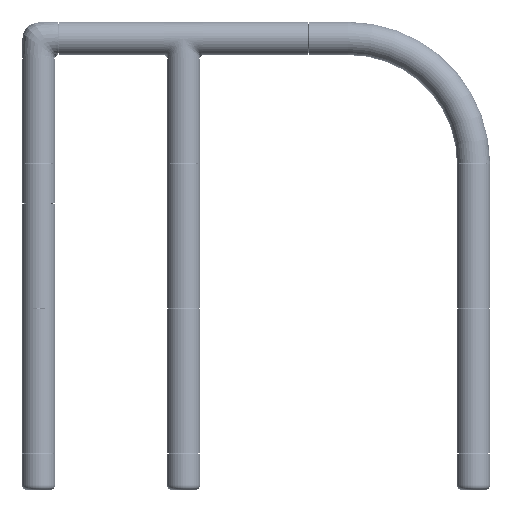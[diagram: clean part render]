
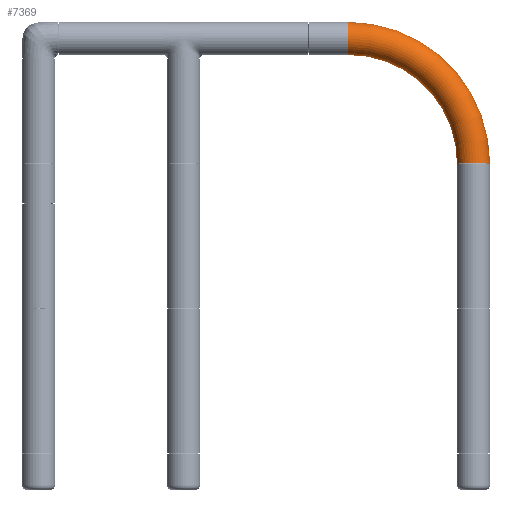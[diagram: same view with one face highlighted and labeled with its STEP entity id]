
A CAD part, top view. The second image highlights one B-rep face of the part: STEP entity #7369.
In plain terms, the highlighted toroidal (fillet/blend) face has major radius 94.8 mm and minor radius 12.5 mm.
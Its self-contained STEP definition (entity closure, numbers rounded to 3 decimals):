
#5460=TOROIDAL_SURFACE('',#73199,94.8,12.5);
#7369=ADVANCED_FACE('',(#12991),#5460,.T.);
#12991=FACE_OUTER_BOUND('',#16720,.T.);
#16720=EDGE_LOOP('',(#28756,#28757,#28758,#28759));
#21287=CIRCLE('',#73193,12.5);
#21288=CIRCLE('',#73195,12.5);
#21289=CIRCLE('',#73197,82.3);
#21290=CIRCLE('',#73198,107.3);
#28756=ORIENTED_EDGE('',*,*,#53752,.F.);
#28757=ORIENTED_EDGE('',*,*,#53754,.T.);
#28758=ORIENTED_EDGE('',*,*,#53750,.T.);
#28759=ORIENTED_EDGE('',*,*,#53755,.T.);
#46086=VERTEX_POINT('',#117663);
#46087=VERTEX_POINT('',#117665);
#46088=VERTEX_POINT('',#117669);
#46089=VERTEX_POINT('',#117671);
#53750=EDGE_CURVE('',#46086,#46087,#21287,.T.);
#53752=EDGE_CURVE('',#46088,#46089,#21288,.T.);
#53754=EDGE_CURVE('',#46088,#46086,#21289,.T.);
#53755=EDGE_CURVE('',#46087,#46089,#21290,.T.);
#73193=AXIS2_PLACEMENT_3D('',#117666,#84245,#84246);
#73195=AXIS2_PLACEMENT_3D('',#117670,#84250,#84251);
#73197=AXIS2_PLACEMENT_3D('',#117674,#84255,#84256);
#73198=AXIS2_PLACEMENT_3D('',#117675,#84257,#84258);
#73199=AXIS2_PLACEMENT_3D('',#117676,#84259,#84260);
#84245=DIRECTION('',(0.,1.,0.));
#84246=DIRECTION('',(-1.,0.,0.));
#84250=DIRECTION('',(-1.,0.,0.));
#84251=DIRECTION('',(0.,-1.,0.));
#84255=DIRECTION('',(0.,0.,-1.));
#84256=DIRECTION('',(-1.,0.,0.));
#84257=DIRECTION('',(0.,0.,1.));
#84258=DIRECTION('',(-1.,0.,0.));
#84259=DIRECTION('',(0.,0.,-1.));
#84260=DIRECTION('',(-1.,0.,0.));
#117663=CARTESIAN_POINT('',(317.225,234.975,0.));
#117665=CARTESIAN_POINT('',(342.225,234.975,0.));
#117666=CARTESIAN_POINT('',(329.725,234.975,0.));
#117669=CARTESIAN_POINT('',(234.95,317.25,0.));
#117670=CARTESIAN_POINT('',(234.95,329.75,0.));
#117671=CARTESIAN_POINT('',(234.95,342.25,0.));
#117674=CARTESIAN_POINT('',(234.925,234.95,0.));
#117675=CARTESIAN_POINT('',(234.925,234.95,0.));
#117676=CARTESIAN_POINT('',(234.925,234.95,0.));
